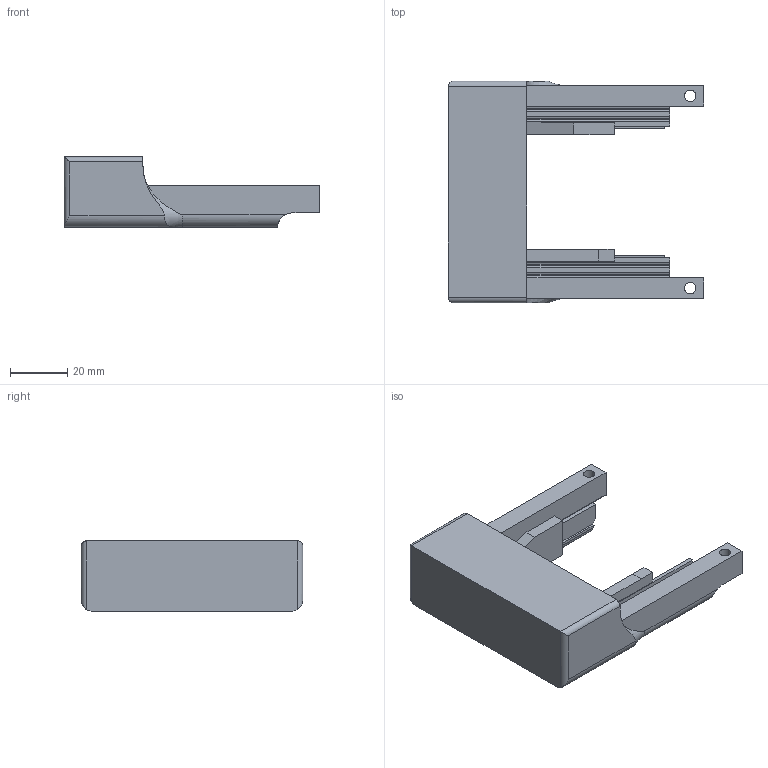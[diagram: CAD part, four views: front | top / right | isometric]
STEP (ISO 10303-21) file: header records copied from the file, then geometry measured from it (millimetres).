
FILE_DESCRIPTION(/* description */ (''),/* implementation_level */ '2;1');
FILE_NAME(/* name */ 'right.stp',/* time_stamp */ '2021-03-18T18:25:33-04:00',/* author */ ('dkiiv'),/* organization */ (''),/* preprocessor_version */ 'ST-DEVELOPER v18',/* originating_system */ 'Autodesk Inventor 2020',/* authorisation */ '');
FILE_SCHEMA (('AUTOMOTIVE_DESIGN { 1 0 10303 214 3 1 1 }'));
Length unit declared in the file: millimetre
Products named in the file (1): left
Bounding box: 89.25 x 77.4 x 24.62 mm (x, y, z)
Volume: 40849.6 mm3; surface area: 22227 mm2
Topology: 1 solids, 1 shells, 117 faces, 338 edges, 222 vertices
Faces by surface type: plane 87, cylinder 28, torus 2
Full cylindrical faces by diameter (mm): 3 x1, 4 x2, 5 x1
Entity records: 4051 total; most frequent: CARTESIAN_POINT 917, ORIENTED_EDGE 676, DIRECTION 600, EDGE_CURVE 338, LINE 258, VECTOR 258, VERTEX_POINT 222, AXIS2_PLACEMENT_3D 171
